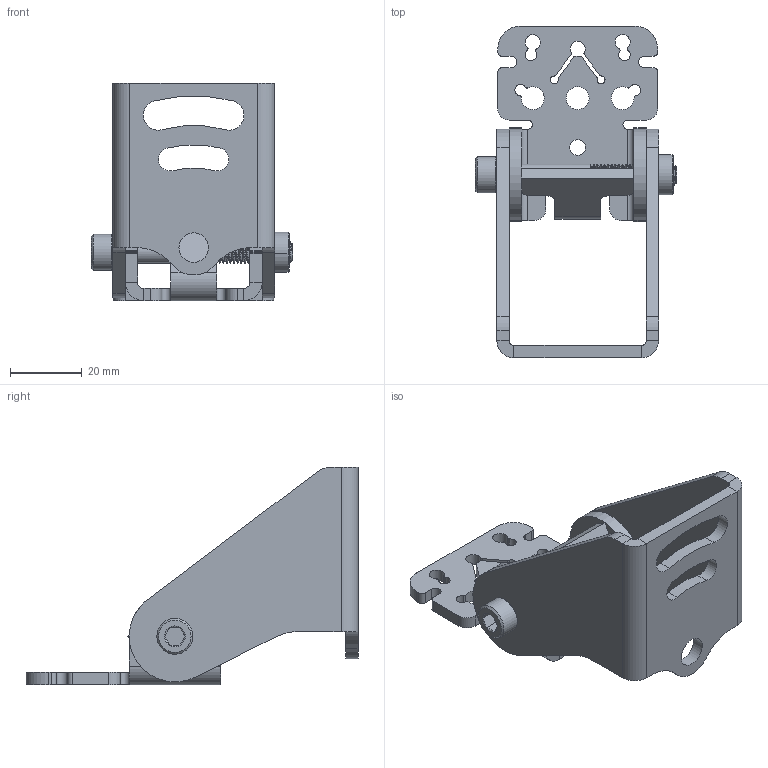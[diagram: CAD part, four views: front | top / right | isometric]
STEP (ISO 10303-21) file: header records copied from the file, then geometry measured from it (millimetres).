
FILE_DESCRIPTION (( 'STEP AP203' ), '1' );
FILE_NAME ('PTU-ME.STEP', '2023-05-16T15:01:28', ( '' ), ( '' ), 'SwSTEP 2.0', 'SolidWorks 2021', '' );
FILE_SCHEMA (( 'CONFIG_CONTROL_DESIGN' ));
Length unit declared in the file: inch
Products named in the file (6): 200424; 200423; 200302; SP-M6-1; PTU-ME; 91292A144_91292A144
Assembly tree (5 placements, depth 3):
  PTU-ME
    200424
      200423
      SP-M6-1
    200302
    91292A144_91292A144
Bounding box: 56 x 92.33 x 60.52 mm (x, y, z)
Volume: 32432.1 mm3; surface area: 23791.7 mm2
Topology: 4 solids, 4 shells, 304 faces, 805 edges, 520 vertices
Faces by surface type: cylinder 153, plane 130, cone 18, bspline 3
Full cylindrical faces by diameter (mm): 4.366 x1, 6 x23, 6.2 x2, 6.35 x1, 6.4 x1, 8.225 x1, 8.75 x1, 10 x1
Entity records: 13481 total; most frequent: CARTESIAN_POINT 5771, DIRECTION 1550, ORIENTED_EDGE 1428, EDGE_CURVE 714, AXIS2_PLACEMENT_3D 565, VERTEX_POINT 464, LINE 420, VECTOR 420
